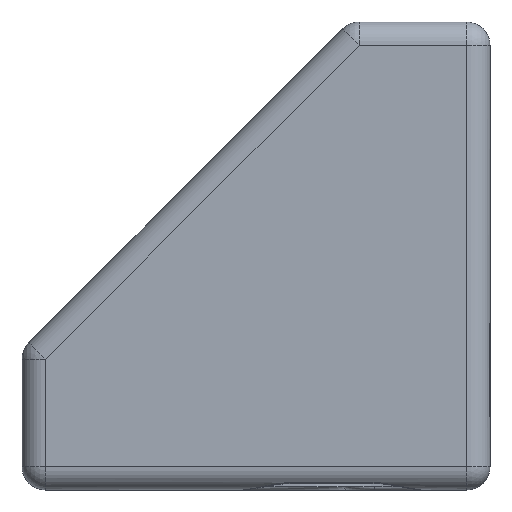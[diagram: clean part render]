
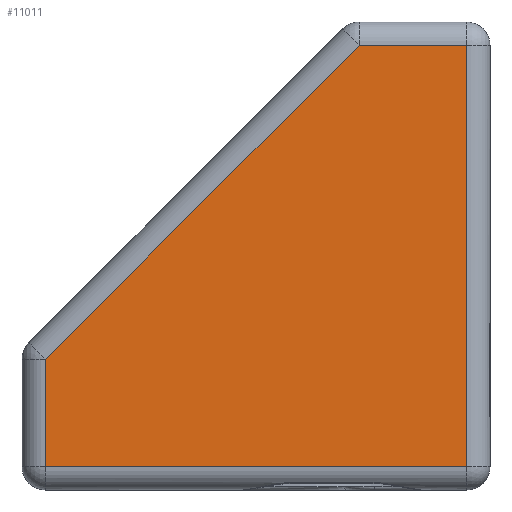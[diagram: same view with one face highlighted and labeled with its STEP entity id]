
A CAD part, left-side view. The second image highlights one B-rep face of the part: STEP entity #11011.
In plain terms, the highlighted planar face has unit normal (-1, 0, 0).
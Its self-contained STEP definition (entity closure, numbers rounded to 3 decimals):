
#88 = ORIENTED_EDGE ( 'NONE', *, *, #1319, .T. ) ;
#244 = DIRECTION ( 'NONE',  ( 1., 0., 0. ) ) ;
#801 = DIRECTION ( 'NONE',  ( 0., 0., -1. ) ) ;
#1034 = VECTOR ( 'NONE', #1468, 1000. ) ;
#1241 = EDGE_LOOP ( 'NONE', ( #7065, #10856, #9386, #88, #3203 ) ) ;
#1319 = EDGE_CURVE ( 'NONE', #5168, #10347, #7193, .T. ) ;
#1468 = DIRECTION ( 'NONE',  ( 0., 0., 1. ) ) ;
#1526 = FACE_OUTER_BOUND ( 'NONE', #1241, .T. ) ;
#1653 = CARTESIAN_POINT ( 'NONE',  ( -15., -13.5, 28.5 ) ) ;
#2235 = CARTESIAN_POINT ( 'NONE',  ( -15., -11.561, 33.439 ) ) ;
#2653 = CARTESIAN_POINT ( 'NONE',  ( -15., -15., 28.5 ) ) ;
#2921 = AXIS2_PLACEMENT_3D ( 'NONE', #5101, #244, #7053 ) ;
#3203 = ORIENTED_EDGE ( 'NONE', *, *, #9990, .T. ) ;
#3298 = CARTESIAN_POINT ( 'NONE',  ( -15., 13.5, 8.379 ) ) ;
#3644 = VERTEX_POINT ( 'NONE', #7576 ) ;
#3676 = VECTOR ( 'NONE', #7555, 1000. ) ;
#3985 = LINE ( 'NONE', #2653, #3676 ) ;
#4683 = CARTESIAN_POINT ( 'NONE',  ( -15., -15., 1.5 ) ) ;
#5101 = CARTESIAN_POINT ( 'NONE',  ( -15., -15., 30. ) ) ;
#5168 = VERTEX_POINT ( 'NONE', #7705 ) ;
#6217 = LINE ( 'NONE', #9273, #1034 ) ;
#6604 = DIRECTION ( 'NONE',  ( 0., -1., 0. ) ) ;
#7053 = DIRECTION ( 'NONE',  ( 0., 0., -1. ) ) ;
#7065 = ORIENTED_EDGE ( 'NONE', *, *, #11825, .T. ) ;
#7193 = LINE ( 'NONE', #2235, #10106 ) ;
#7267 = EDGE_CURVE ( 'NONE', #11737, #5168, #3985, .T. ) ;
#7555 = DIRECTION ( 'NONE',  ( 0., 1., 0. ) ) ;
#7576 = CARTESIAN_POINT ( 'NONE',  ( -15., -13.5, 1.5 ) ) ;
#7705 = CARTESIAN_POINT ( 'NONE',  ( -15., -6.621, 28.5 ) ) ;
#7867 = VECTOR ( 'NONE', #801, 1000. ) ;
#9098 = LINE ( 'NONE', #12479, #7867 ) ;
#9273 = CARTESIAN_POINT ( 'NONE',  ( -15., -13.5, 30. ) ) ;
#9386 = ORIENTED_EDGE ( 'NONE', *, *, #7267, .T. ) ;
#9899 = LINE ( 'NONE', #4683, #12181 ) ;
#9990 = EDGE_CURVE ( 'NONE', #10347, #10451, #9098, .T. ) ;
#10106 = VECTOR ( 'NONE', #11023, 1000. ) ;
#10347 = VERTEX_POINT ( 'NONE', #3298 ) ;
#10451 = VERTEX_POINT ( 'NONE', #10452 ) ;
#10452 = CARTESIAN_POINT ( 'NONE',  ( -15., 13.5, 1.5 ) ) ;
#10856 = ORIENTED_EDGE ( 'NONE', *, *, #12592, .T. ) ;
#10943 = PLANE ( 'NONE',  #2921 ) ;
#11011 = ADVANCED_FACE ( 'NONE', ( #1526 ), #10943, .F. ) ;
#11023 = DIRECTION ( 'NONE',  ( 0., 0.707, -0.707 ) ) ;
#11737 = VERTEX_POINT ( 'NONE', #1653 ) ;
#11825 = EDGE_CURVE ( 'NONE', #10451, #3644, #9899, .T. ) ;
#12181 = VECTOR ( 'NONE', #6604, 1000. ) ;
#12479 = CARTESIAN_POINT ( 'NONE',  ( -15., 13.5, 30. ) ) ;
#12592 = EDGE_CURVE ( 'NONE', #3644, #11737, #6217, .T. ) ;
